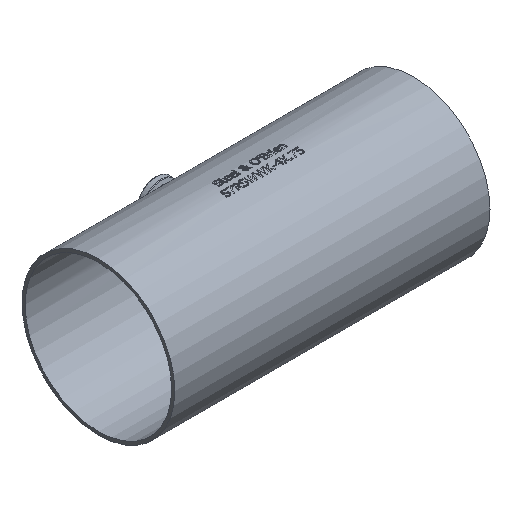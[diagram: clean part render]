
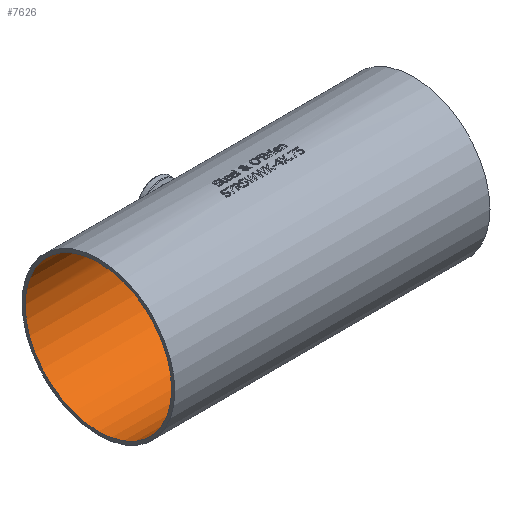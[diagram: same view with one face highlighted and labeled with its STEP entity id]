
A CAD part, isometric view. The second image highlights one B-rep face of the part: STEP entity #7626.
In plain terms, the highlighted cylindrical face has radius 48.692 mm (diameter 97.384 mm), a full revolution.
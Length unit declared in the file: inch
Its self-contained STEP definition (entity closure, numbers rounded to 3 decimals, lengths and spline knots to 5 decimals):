
#170=FACE_BOUND('',#1438,.T.);
#171=FACE_BOUND('',#1439,.T.);
#172=FACE_BOUND('',#1440,.T.);
#1438=EDGE_LOOP('',(#7093));
#1439=EDGE_LOOP('',(#7094));
#1440=EDGE_LOOP('',(#7095));
#2661=CIRCLE('',#8113,1.917);
#2662=CIRCLE('',#8114,1.917);
#3007=B_SPLINE_CURVE_WITH_KNOTS('',3,(#16327,#16328,#16329,#16330,#16331,
#16332,#16333,#16334,#16335,#16336,#16337,#16338,#16339,#16340,#16341,#16342,
#16343,#16344,#16345,#16346,#16347,#16348,#16349,#16350,#16351,#16352,#16353,
#16354,#16355,#16356,#16357,#16358,#16359,#16360),.UNSPECIFIED.,.T.,.F.,
(4,2,2,2,2,2,2,2,2,2,2,2,2,2,2,2,4),(0.,0.29717,0.59434,
0.8915,1.18866,1.48582,1.78298,2.08015,
2.37732,2.67448,2.97165,3.26881,3.56597,
3.86313,4.1603,4.45746,4.75463),
 .UNSPECIFIED.);
#3755=VERTEX_POINT('',#16326);
#3756=VERTEX_POINT('',#16362);
#3757=VERTEX_POINT('',#16364);
#4869=EDGE_CURVE('',#3755,#3755,#3007,.T.);
#4870=EDGE_CURVE('',#3756,#3756,#2661,.T.);
#4871=EDGE_CURVE('',#3757,#3757,#2662,.T.);
#7093=ORIENTED_EDGE('',*,*,#4869,.T.);
#7094=ORIENTED_EDGE('',*,*,#4870,.F.);
#7095=ORIENTED_EDGE('',*,*,#4871,.F.);
#7144=CYLINDRICAL_SURFACE('',#8112,1.917);
#7626=ADVANCED_FACE('',(#170,#171,#172),#7144,.F.);
#8112=AXIS2_PLACEMENT_3D('',#16361,#9614,#9615);
#8113=AXIS2_PLACEMENT_3D('',#16363,#9616,#9617);
#8114=AXIS2_PLACEMENT_3D('',#16365,#9618,#9619);
#9614=DIRECTION('center_axis',(-1.,0.,0.));
#9615=DIRECTION('ref_axis',(0.,0.,1.));
#9616=DIRECTION('center_axis',(1.,0.,0.));
#9617=DIRECTION('ref_axis',(0.,0.,1.));
#9618=DIRECTION('center_axis',(-1.,0.,0.));
#9619=DIRECTION('ref_axis',(0.,0.,1.));
#16326=CARTESIAN_POINT('',(0.,1.89177,0.31));
#16327=CARTESIAN_POINT('Ctrl Pts',(0.,1.89177,0.31));
#16328=CARTESIAN_POINT('Ctrl Pts',(0.039,1.89177,
0.31));
#16329=CARTESIAN_POINT('Ctrl Pts',(0.08055,1.8931,0.30219));
#16330=CARTESIAN_POINT('Ctrl Pts',(0.15691,1.89788,0.27053));
#16331=CARTESIAN_POINT('Ctrl Pts',(0.19172,1.90126,0.24669));
#16332=CARTESIAN_POINT('Ctrl Pts',(0.24669,1.90759,0.19172));
#16333=CARTESIAN_POINT('Ctrl Pts',(0.27053,1.91095,0.15691));
#16334=CARTESIAN_POINT('Ctrl Pts',(0.30219,1.91569,0.08055));
#16335=CARTESIAN_POINT('Ctrl Pts',(0.31,1.917,0.039));
#16336=CARTESIAN_POINT('Ctrl Pts',(0.31,1.917,-0.039));
#16337=CARTESIAN_POINT('Ctrl Pts',(0.30219,1.91569,-0.08055));
#16338=CARTESIAN_POINT('Ctrl Pts',(0.27053,1.91095,-0.15691));
#16339=CARTESIAN_POINT('Ctrl Pts',(0.24669,1.90759,-0.19172));
#16340=CARTESIAN_POINT('Ctrl Pts',(0.19172,1.90126,-0.24669));
#16341=CARTESIAN_POINT('Ctrl Pts',(0.15691,1.89788,-0.27053));
#16342=CARTESIAN_POINT('Ctrl Pts',(0.08055,1.8931,-0.30219));
#16343=CARTESIAN_POINT('Ctrl Pts',(0.039,1.89177,
-0.31));
#16344=CARTESIAN_POINT('Ctrl Pts',(-0.039,1.89177,
-0.31));
#16345=CARTESIAN_POINT('Ctrl Pts',(-0.08055,1.8931,
-0.30219));
#16346=CARTESIAN_POINT('Ctrl Pts',(-0.15691,1.89788,-0.27053));
#16347=CARTESIAN_POINT('Ctrl Pts',(-0.19172,1.90126,
-0.24669));
#16348=CARTESIAN_POINT('Ctrl Pts',(-0.24669,1.90759,
-0.19172));
#16349=CARTESIAN_POINT('Ctrl Pts',(-0.27053,1.91095,-0.15691));
#16350=CARTESIAN_POINT('Ctrl Pts',(-0.30219,1.91569,
-0.08055));
#16351=CARTESIAN_POINT('Ctrl Pts',(-0.31,1.917,-0.039));
#16352=CARTESIAN_POINT('Ctrl Pts',(-0.31,1.917,0.039));
#16353=CARTESIAN_POINT('Ctrl Pts',(-0.30219,1.91569,
0.08055));
#16354=CARTESIAN_POINT('Ctrl Pts',(-0.27053,1.91095,
0.15691));
#16355=CARTESIAN_POINT('Ctrl Pts',(-0.24669,1.90759,
0.19172));
#16356=CARTESIAN_POINT('Ctrl Pts',(-0.19172,1.90126,
0.24669));
#16357=CARTESIAN_POINT('Ctrl Pts',(-0.15691,1.89788,0.27053));
#16358=CARTESIAN_POINT('Ctrl Pts',(-0.08055,1.8931,
0.30219));
#16359=CARTESIAN_POINT('Ctrl Pts',(-0.039,1.89177,
0.31));
#16360=CARTESIAN_POINT('Ctrl Pts',(0.,1.89177,
0.31));
#16361=CARTESIAN_POINT('Origin',(4.125,0.,0.));
#16362=CARTESIAN_POINT('',(-4.125,0.,-1.917));
#16363=CARTESIAN_POINT('Origin',(-4.125,0.,0.));
#16364=CARTESIAN_POINT('',(4.125,0.,-1.917));
#16365=CARTESIAN_POINT('Origin',(4.125,0.,0.));
